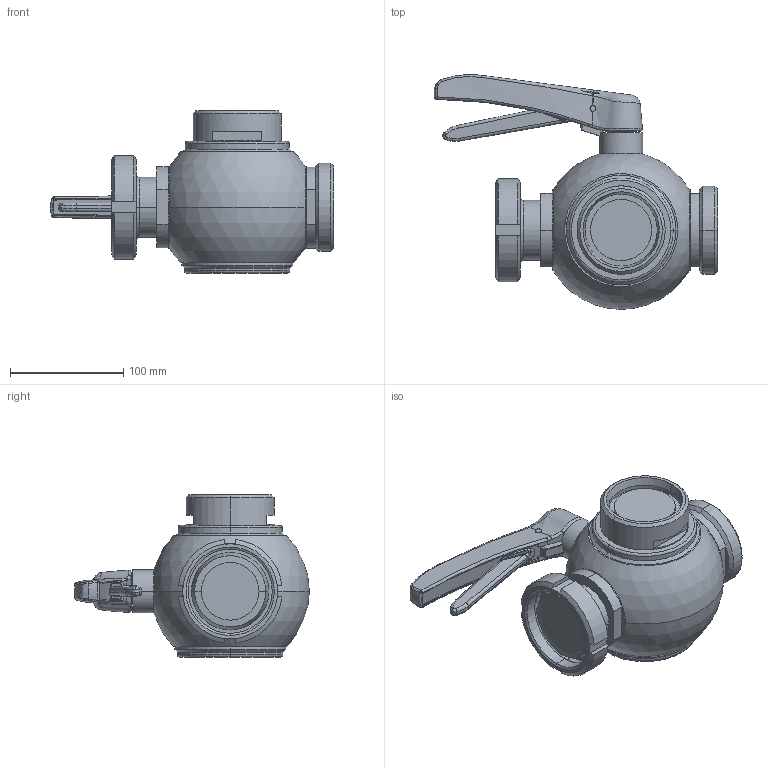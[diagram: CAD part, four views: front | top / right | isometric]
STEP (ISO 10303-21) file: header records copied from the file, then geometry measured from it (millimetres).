
FILE_DESCRIPTION (( 'STEP AP214' ), '1' );
FILE_NAME ('4032050xxx-xxx.STEP', '2012-11-13T13:33:09', ( 'Install' ), ( '' ), 'SwSTEP 2.0', 'SolidWorks 2011', '' );
FILE_SCHEMA (( 'AUTOMOTIVE_DESIGN' ));
Length unit declared in the file: millimetre
Products named in the file (1): 4032050xxx-xxx
Bounding box: 250.19 x 207.47 x 143.4 mm (x, y, z)
Volume: 1837429.1 mm3; surface area: 134855.8 mm2
Topology: 1 solids, 1 shells, 286 faces, 697 edges, 427 vertices
Faces by surface type: cylinder 84, plane 79, bspline 71, cone 32, torus 18, sphere 2
Entity records: 14219 total; most frequent: CARTESIAN_POINT 7941, ORIENTED_EDGE 1374, DIRECTION 1117, EDGE_CURVE 687, AXIS2_PLACEMENT_3D 460, VERTEX_POINT 427, EDGE_LOOP 312, FACE_OUTER_BOUND 286
